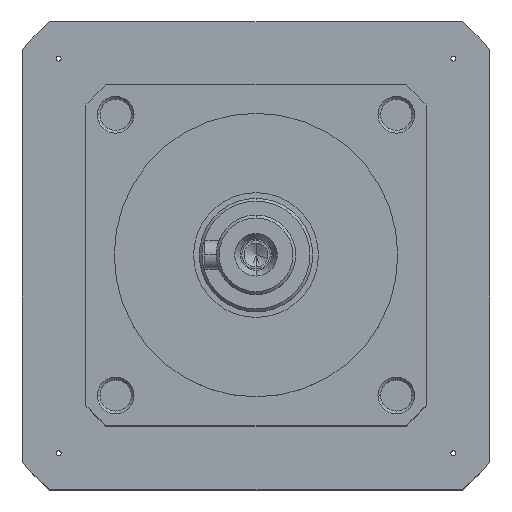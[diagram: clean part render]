
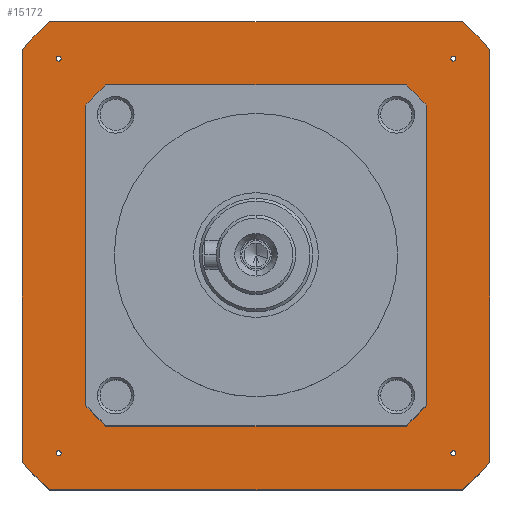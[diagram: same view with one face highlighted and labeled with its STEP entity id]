
A CAD part, top view. The second image highlights one B-rep face of the part: STEP entity #15172.
In plain terms, the highlighted planar face has unit normal (0, 0, 1).
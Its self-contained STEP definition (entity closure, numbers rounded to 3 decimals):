
#14886=CARTESIAN_POINT('',(-35.236,-34.8,-75.85));
#14887=VERTEX_POINT('',#14886);
#14894=CARTESIAN_POINT('',(-34.8,-34.8,-75.85));
#14895=DIRECTION('',(0.,0.,-1.));
#14896=DIRECTION('',(1.,0.,0.));
#14897=AXIS2_PLACEMENT_3D('',#14894,#14895,#14896);
#14898=CIRCLE('',#14897,0.436);
#14899=EDGE_CURVE('',#14887,#14887,#14898,.T.);
#14912=CARTESIAN_POINT('',(34.364,-34.8,-75.85));
#14913=VERTEX_POINT('',#14912);
#14920=CARTESIAN_POINT('',(34.8,-34.8,-75.85));
#14921=DIRECTION('',(0.,0.,-1.));
#14922=DIRECTION('',(1.,0.,0.));
#14923=AXIS2_PLACEMENT_3D('',#14920,#14921,#14922);
#14924=CIRCLE('',#14923,0.436);
#14925=EDGE_CURVE('',#14913,#14913,#14924,.T.);
#14938=CARTESIAN_POINT('',(-35.236,34.8,-75.85));
#14939=VERTEX_POINT('',#14938);
#14946=CARTESIAN_POINT('',(-34.8,34.8,-75.85));
#14947=DIRECTION('',(0.,0.,-1.));
#14948=DIRECTION('',(1.,0.,0.));
#14949=AXIS2_PLACEMENT_3D('',#14946,#14947,#14948);
#14950=CIRCLE('',#14949,0.436);
#14951=EDGE_CURVE('',#14939,#14939,#14950,.T.);
#14964=CARTESIAN_POINT('',(34.364,34.8,-75.85));
#14965=VERTEX_POINT('',#14964);
#14972=CARTESIAN_POINT('',(34.8,34.8,-75.85));
#14973=DIRECTION('',(0.,0.,-1.));
#14974=DIRECTION('',(1.,0.,0.));
#14975=AXIS2_PLACEMENT_3D('',#14972,#14973,#14974);
#14976=CIRCLE('',#14975,0.436);
#14977=EDGE_CURVE('',#14965,#14965,#14976,.T.);
#14985=CARTESIAN_POINT('',(-41.25,41.25,-75.85));
#14986=DIRECTION('',(0.,0.,1.));
#14987=DIRECTION('',(1.,0.,0.));
#14988=AXIS2_PLACEMENT_3D('',#14985,#14986,#14987);
#14989=PLANE('',#14988);
#14990=ORIENTED_EDGE('',*,*,#14899,.T.);
#14991=EDGE_LOOP('',(#14990));
#14992=FACE_BOUND('',#14991,.T.);
#14993=ORIENTED_EDGE('',*,*,#14925,.T.);
#14994=EDGE_LOOP('',(#14993));
#14995=FACE_BOUND('',#14994,.T.);
#14996=ORIENTED_EDGE('',*,*,#14951,.T.);
#14997=EDGE_LOOP('',(#14996));
#14998=FACE_BOUND('',#14997,.T.);
#14999=ORIENTED_EDGE('',*,*,#14977,.T.);
#15000=EDGE_LOOP('',(#14999));
#15001=FACE_BOUND('',#15000,.T.);
#15002=CARTESIAN_POINT('',(41.25,-36.379,-75.85));
#15003=VERTEX_POINT('',#15002);
#15004=CARTESIAN_POINT('',(41.25,36.379,-75.85));
#15005=VERTEX_POINT('',#15004);
#15006=CARTESIAN_POINT('',(41.25,-36.379,-75.85));
#15007=DIRECTION('',(0.,1.,0.));
#15008=VECTOR('',#15007,72.758);
#15009=LINE('',#15006,#15008);
#15010=EDGE_CURVE('',#15003,#15005,#15009,.T.);
#15011=ORIENTED_EDGE('',*,*,#15010,.T.);
#15012=CARTESIAN_POINT('',(36.379,41.25,-75.85));
#15013=VERTEX_POINT('',#15012);
#15014=CARTESIAN_POINT('',(-0.,0.,-75.85));
#15015=DIRECTION('',(0.,0.,1.));
#15016=DIRECTION('',(1.,0.,-0.));
#15017=AXIS2_PLACEMENT_3D('',#15014,#15015,#15016);
#15018=CIRCLE('',#15017,55.);
#15019=EDGE_CURVE('',#15005,#15013,#15018,.T.);
#15020=ORIENTED_EDGE('',*,*,#15019,.T.);
#15021=CARTESIAN_POINT('',(-36.379,41.25,-75.85));
#15022=VERTEX_POINT('',#15021);
#15023=CARTESIAN_POINT('',(36.379,41.25,-75.85));
#15024=DIRECTION('',(-1.,0.,0.));
#15025=VECTOR('',#15024,72.758);
#15026=LINE('',#15023,#15025);
#15027=EDGE_CURVE('',#15013,#15022,#15026,.T.);
#15028=ORIENTED_EDGE('',*,*,#15027,.T.);
#15029=CARTESIAN_POINT('',(-41.25,36.379,-75.85));
#15030=VERTEX_POINT('',#15029);
#15031=CARTESIAN_POINT('',(-0.,0.,-75.85));
#15032=DIRECTION('',(0.,0.,1.));
#15033=DIRECTION('',(1.,0.,-0.));
#15034=AXIS2_PLACEMENT_3D('',#15031,#15032,#15033);
#15035=CIRCLE('',#15034,55.);
#15036=EDGE_CURVE('',#15022,#15030,#15035,.T.);
#15037=ORIENTED_EDGE('',*,*,#15036,.T.);
#15038=CARTESIAN_POINT('',(-41.25,-36.379,-75.85));
#15039=VERTEX_POINT('',#15038);
#15040=CARTESIAN_POINT('',(-41.25,36.379,-75.85));
#15041=DIRECTION('',(0.,-1.,0.));
#15042=VECTOR('',#15041,72.758);
#15043=LINE('',#15040,#15042);
#15044=EDGE_CURVE('',#15030,#15039,#15043,.T.);
#15045=ORIENTED_EDGE('',*,*,#15044,.T.);
#15046=CARTESIAN_POINT('',(-36.379,-41.25,-75.85));
#15047=VERTEX_POINT('',#15046);
#15048=CARTESIAN_POINT('',(-0.,0.,-75.85));
#15049=DIRECTION('',(0.,0.,1.));
#15050=DIRECTION('',(1.,0.,-0.));
#15051=AXIS2_PLACEMENT_3D('',#15048,#15049,#15050);
#15052=CIRCLE('',#15051,55.);
#15053=EDGE_CURVE('',#15039,#15047,#15052,.T.);
#15054=ORIENTED_EDGE('',*,*,#15053,.T.);
#15055=CARTESIAN_POINT('',(36.379,-41.25,-75.85));
#15056=VERTEX_POINT('',#15055);
#15057=CARTESIAN_POINT('',(-36.379,-41.25,-75.85));
#15058=DIRECTION('',(1.,0.,-0.));
#15059=VECTOR('',#15058,72.758);
#15060=LINE('',#15057,#15059);
#15061=EDGE_CURVE('',#15047,#15056,#15060,.T.);
#15062=ORIENTED_EDGE('',*,*,#15061,.T.);
#15063=CARTESIAN_POINT('',(-0.,0.,-75.85));
#15064=DIRECTION('',(0.,0.,1.));
#15065=DIRECTION('',(1.,0.,-0.));
#15066=AXIS2_PLACEMENT_3D('',#15063,#15064,#15065);
#15067=CIRCLE('',#15066,55.);
#15068=EDGE_CURVE('',#15056,#15003,#15067,.T.);
#15069=ORIENTED_EDGE('',*,*,#15068,.T.);
#15070=EDGE_LOOP('',(#15011,#15020,#15028,#15037,#15045,#15054,#15062,#15069));
#15071=FACE_BOUND('',#15070,.T.);
#15072=CARTESIAN_POINT('',(-25.,0.,-75.85));
#15073=VERTEX_POINT('',#15072);
#15074=CARTESIAN_POINT('',(25.,0.,-75.85));
#15075=VERTEX_POINT('',#15074);
#15076=CARTESIAN_POINT('',(-0.,0.,-75.85));
#15077=DIRECTION('',(0.,0.,1.));
#15078=DIRECTION('',(1.,0.,-0.));
#15079=AXIS2_PLACEMENT_3D('',#15076,#15077,#15078);
#15080=CIRCLE('',#15079,25.);
#15081=EDGE_CURVE('',#15073,#15075,#15080,.T.);
#15082=ORIENTED_EDGE('',*,*,#15081,.F.);
#15083=CARTESIAN_POINT('',(-0.,0.,-75.85));
#15084=DIRECTION('',(0.,0.,1.));
#15085=DIRECTION('',(1.,0.,-0.));
#15086=AXIS2_PLACEMENT_3D('',#15083,#15084,#15085);
#15087=CIRCLE('',#15086,25.);
#15088=EDGE_CURVE('',#15075,#15073,#15087,.T.);
#15089=ORIENTED_EDGE('',*,*,#15088,.F.);
#15090=EDGE_LOOP('',(#15082,#15089));
#15091=FACE_BOUND('',#15090,.T.);
#15092=CARTESIAN_POINT('',(21.999,24.749,-75.85));
#15093=VERTEX_POINT('',#15092);
#15094=CARTESIAN_POINT('',(27.499,24.749,-75.85));
#15095=VERTEX_POINT('',#15094);
#15096=CARTESIAN_POINT('',(24.749,24.749,-75.85));
#15097=DIRECTION('',(0.,0.,1.));
#15098=DIRECTION('',(1.,0.,-0.));
#15099=AXIS2_PLACEMENT_3D('',#15096,#15097,#15098);
#15100=CIRCLE('',#15099,2.75);
#15101=EDGE_CURVE('',#15093,#15095,#15100,.T.);
#15102=ORIENTED_EDGE('',*,*,#15101,.F.);
#15103=CARTESIAN_POINT('',(24.749,24.749,-75.85));
#15104=DIRECTION('',(0.,0.,1.));
#15105=DIRECTION('',(1.,0.,-0.));
#15106=AXIS2_PLACEMENT_3D('',#15103,#15104,#15105);
#15107=CIRCLE('',#15106,2.75);
#15108=EDGE_CURVE('',#15095,#15093,#15107,.T.);
#15109=ORIENTED_EDGE('',*,*,#15108,.F.);
#15110=EDGE_LOOP('',(#15102,#15109));
#15111=FACE_BOUND('',#15110,.T.);
#15112=CARTESIAN_POINT('',(21.999,-24.749,-75.85));
#15113=VERTEX_POINT('',#15112);
#15114=CARTESIAN_POINT('',(27.499,-24.749,-75.85));
#15115=VERTEX_POINT('',#15114);
#15116=CARTESIAN_POINT('',(24.749,-24.749,-75.85));
#15117=DIRECTION('',(0.,0.,1.));
#15118=DIRECTION('',(1.,0.,-0.));
#15119=AXIS2_PLACEMENT_3D('',#15116,#15117,#15118);
#15120=CIRCLE('',#15119,2.75);
#15121=EDGE_CURVE('',#15113,#15115,#15120,.T.);
#15122=ORIENTED_EDGE('',*,*,#15121,.F.);
#15123=CARTESIAN_POINT('',(24.749,-24.749,-75.85));
#15124=DIRECTION('',(0.,0.,1.));
#15125=DIRECTION('',(1.,0.,-0.));
#15126=AXIS2_PLACEMENT_3D('',#15123,#15124,#15125);
#15127=CIRCLE('',#15126,2.75);
#15128=EDGE_CURVE('',#15115,#15113,#15127,.T.);
#15129=ORIENTED_EDGE('',*,*,#15128,.F.);
#15130=EDGE_LOOP('',(#15122,#15129));
#15131=FACE_BOUND('',#15130,.T.);
#15132=CARTESIAN_POINT('',(-27.499,-24.749,-75.85));
#15133=VERTEX_POINT('',#15132);
#15134=CARTESIAN_POINT('',(-21.999,-24.749,-75.85));
#15135=VERTEX_POINT('',#15134);
#15136=CARTESIAN_POINT('',(-24.749,-24.749,-75.85));
#15137=DIRECTION('',(0.,0.,1.));
#15138=DIRECTION('',(1.,0.,-0.));
#15139=AXIS2_PLACEMENT_3D('',#15136,#15137,#15138);
#15140=CIRCLE('',#15139,2.75);
#15141=EDGE_CURVE('',#15133,#15135,#15140,.T.);
#15142=ORIENTED_EDGE('',*,*,#15141,.F.);
#15143=CARTESIAN_POINT('',(-24.749,-24.749,-75.85));
#15144=DIRECTION('',(0.,0.,1.));
#15145=DIRECTION('',(1.,0.,-0.));
#15146=AXIS2_PLACEMENT_3D('',#15143,#15144,#15145);
#15147=CIRCLE('',#15146,2.75);
#15148=EDGE_CURVE('',#15135,#15133,#15147,.T.);
#15149=ORIENTED_EDGE('',*,*,#15148,.F.);
#15150=EDGE_LOOP('',(#15142,#15149));
#15151=FACE_BOUND('',#15150,.T.);
#15152=CARTESIAN_POINT('',(-27.499,24.749,-75.85));
#15153=VERTEX_POINT('',#15152);
#15154=CARTESIAN_POINT('',(-21.999,24.749,-75.85));
#15155=VERTEX_POINT('',#15154);
#15156=CARTESIAN_POINT('',(-24.749,24.749,-75.85));
#15157=DIRECTION('',(0.,0.,1.));
#15158=DIRECTION('',(1.,0.,-0.));
#15159=AXIS2_PLACEMENT_3D('',#15156,#15157,#15158);
#15160=CIRCLE('',#15159,2.75);
#15161=EDGE_CURVE('',#15153,#15155,#15160,.T.);
#15162=ORIENTED_EDGE('',*,*,#15161,.F.);
#15163=CARTESIAN_POINT('',(-24.749,24.749,-75.85));
#15164=DIRECTION('',(0.,0.,1.));
#15165=DIRECTION('',(1.,0.,-0.));
#15166=AXIS2_PLACEMENT_3D('',#15163,#15164,#15165);
#15167=CIRCLE('',#15166,2.75);
#15168=EDGE_CURVE('',#15155,#15153,#15167,.T.);
#15169=ORIENTED_EDGE('',*,*,#15168,.F.);
#15170=EDGE_LOOP('',(#15162,#15169));
#15171=FACE_BOUND('',#15170,.T.);
#15172=ADVANCED_FACE('',(#14992,#14995,#14998,#15001,#15071,#15091,#15111,#15131,#15151,#15171),#14989,.T.);
